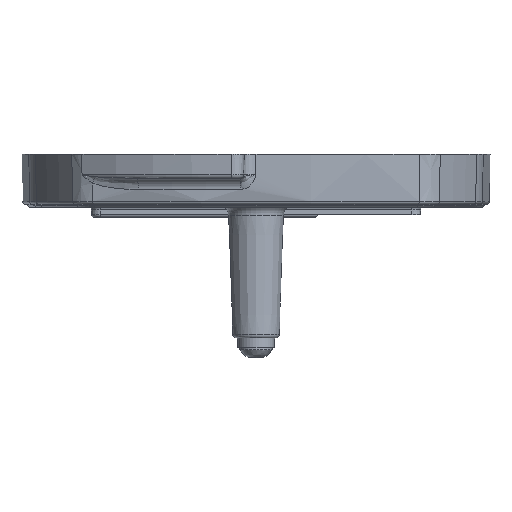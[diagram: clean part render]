
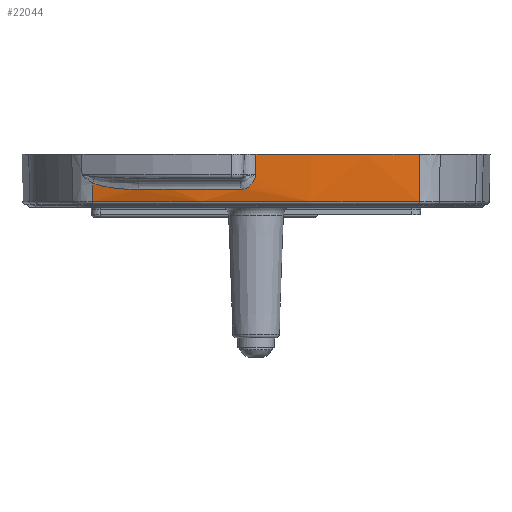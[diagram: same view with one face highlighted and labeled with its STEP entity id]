
A CAD part, left-side view. The second image highlights one B-rep face of the part: STEP entity #22044.
In plain terms, the highlighted conical face has half-angle 1 degrees and reference radius 340.986 mm.
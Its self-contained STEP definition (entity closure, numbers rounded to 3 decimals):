
#38=(
BOUNDED_CURVE()
B_SPLINE_CURVE(2,(#34700,#34701,#34702),.UNSPECIFIED.,.F.,.F.)
B_SPLINE_CURVE_WITH_KNOTS((3,3),(0.,1.115),.UNSPECIFIED.)
CURVE()
GEOMETRIC_REPRESENTATION_ITEM()
RATIONAL_B_SPLINE_CURVE((1.,1.,1.))
REPRESENTATION_ITEM('')
);
#66=CONICAL_SURFACE('',#23832,340.986,1.);
#1489=B_SPLINE_CURVE_WITH_KNOTS('',3,(#31677,#31678,#31679,#31680,#31681,
#31682,#31683,#31684,#31685,#31686,#31687,#31688,#31689,#31690,#31691),
 .UNSPECIFIED.,.F.,.F.,(4,1,1,1,1,1,1,1,1,1,1,1,4),(-1.256,-1.167,
-1.078,-0.899,-0.72,-0.541,
-0.407,-0.385,-0.363,-0.273,
-0.184,-0.095,-0.075),
 .UNSPECIFIED.);
#1490=B_SPLINE_CURVE_WITH_KNOTS('',3,(#31749,#31750,#31751,#31752,#31753,
#31754,#31755,#31756),.UNSPECIFIED.,.F.,.F.,(4,1,1,1,1,4),(12.147,
12.519,12.892,13.265,14.011,14.757),
 .UNSPECIFIED.);
#2565=LINE('',#34696,#4381);
#2566=LINE('',#34698,#4382);
#2567=LINE('',#34703,#4383);
#4381=VECTOR('',#26729,10.);
#4382=VECTOR('',#26732,10.);
#4383=VECTOR('',#26733,10.);
#5926=FACE_OUTER_BOUND('',#7411,.T.);
#7411=EDGE_LOOP('',(#15952,#15953,#15954,#15955,#15956,#15957,#15958,#15959,
#15960));
#8728=CIRCLE('',#23379,340.986);
#8757=CIRCLE('',#23473,340.656);
#8988=CIRCLE('',#23825,340.54);
#9268=VERTEX_POINT('',#31135);
#9269=VERTEX_POINT('',#31136);
#9340=VERTEX_POINT('',#31655);
#9343=VERTEX_POINT('',#31675);
#9345=VERTEX_POINT('',#31694);
#9347=VERTEX_POINT('',#31747);
#9971=VERTEX_POINT('',#34652);
#9976=VERTEX_POINT('',#34674);
#9978=VERTEX_POINT('',#34699);
#11302=EDGE_CURVE('',#9268,#9269,#8728,.T.);
#11421=EDGE_CURVE('',#9343,#9340,#1489,.T.);
#11423=EDGE_CURVE('',#9345,#9343,#8757,.T.);
#11426=EDGE_CURVE('',#9347,#9345,#1490,.T.);
#12178=EDGE_CURVE('',#9971,#9976,#8988,.T.);
#12187=EDGE_CURVE('',#9347,#9976,#2565,.T.);
#12188=EDGE_CURVE('',#9269,#9971,#2566,.T.);
#12189=EDGE_CURVE('',#9268,#9978,#38,.T.);
#12190=EDGE_CURVE('',#9978,#9340,#2567,.T.);
#15952=ORIENTED_EDGE('',*,*,#11426,.F.);
#15953=ORIENTED_EDGE('',*,*,#12187,.T.);
#15954=ORIENTED_EDGE('',*,*,#12178,.F.);
#15955=ORIENTED_EDGE('',*,*,#12188,.F.);
#15956=ORIENTED_EDGE('',*,*,#11302,.F.);
#15957=ORIENTED_EDGE('',*,*,#12189,.T.);
#15958=ORIENTED_EDGE('',*,*,#12190,.T.);
#15959=ORIENTED_EDGE('',*,*,#11421,.F.);
#15960=ORIENTED_EDGE('',*,*,#11423,.F.);
#22044=ADVANCED_FACE('',(#5926),#66,.T.);
#23379=AXIS2_PLACEMENT_3D('',#31137,#25387,#25388);
#23473=AXIS2_PLACEMENT_3D('',#31696,#25639,#25640);
#23825=AXIS2_PLACEMENT_3D('',#34678,#26708,#26709);
#23832=AXIS2_PLACEMENT_3D('',#34697,#26730,#26731);
#25387=DIRECTION('center_axis',(0.,0.,1.));
#25388=DIRECTION('ref_axis',(-0.966,0.258,0.));
#25639=DIRECTION('center_axis',(0.,0.,1.));
#25640=DIRECTION('ref_axis',(-0.991,0.134,0.));
#26708=DIRECTION('center_axis',(0.,0.,-1.));
#26709=DIRECTION('ref_axis',(-1.,0.,0.));
#26729=DIRECTION('',(0.017,-0.005,-1.));
#26730=DIRECTION('center_axis',(0.,0.,1.));
#26731=DIRECTION('ref_axis',(-0.966,0.258,0.));
#26732=DIRECTION('',(0.017,0.005,-1.));
#26733=DIRECTION('',(0.017,0.017,-1.));
#31135=CARTESIAN_POINT('',(-114.156,0.,25.));
#31136=CARTESIAN_POINT('',(-102.586,-88.072,25.));
#31137=CARTESIAN_POINT('Origin',(226.83,0.,25.));
#31655=CARTESIAN_POINT('',(-113.951,0.206,13.227));
#31675=CARTESIAN_POINT('',(-113.722,8.419,6.105));
#31677=CARTESIAN_POINT('Ctrl Pts',(-113.722,8.419,6.105));
#31678=CARTESIAN_POINT('Ctrl Pts',(-113.73,8.126,6.105));
#31679=CARTESIAN_POINT('Ctrl Pts',(-113.744,7.539,6.137));
#31680=CARTESIAN_POINT('Ctrl Pts',(-113.772,6.368,6.34));
#31681=CARTESIAN_POINT('Ctrl Pts',(-113.804,4.977,6.831));
#31682=CARTESIAN_POINT('Ctrl Pts',(-113.839,3.46,7.787));
#31683=CARTESIAN_POINT('Ctrl Pts',(-113.868,2.298,8.935));
#31684=CARTESIAN_POINT('Ctrl Pts',(-113.888,1.655,9.852));
#31685=CARTESIAN_POINT('Ctrl Pts',(-113.898,1.356,10.364));
#31686=CARTESIAN_POINT('Ctrl Pts',(-113.906,1.14,10.753));
#31687=CARTESIAN_POINT('Ctrl Pts',(-113.917,0.849,11.357));
#31688=CARTESIAN_POINT('Ctrl Pts',(-113.932,0.525,12.19));
#31689=CARTESIAN_POINT('Ctrl Pts',(-113.943,0.325,
12.818));
#31690=CARTESIAN_POINT('Ctrl Pts',(-113.95,0.223,
13.165));
#31691=CARTESIAN_POINT('Ctrl Pts',(-113.951,0.205,
13.227));
#31694=CARTESIAN_POINT('',(-107.876,63.39,6.105));
#31696=CARTESIAN_POINT('Origin',(226.83,0.,
6.105));
#31747=CARTESIAN_POINT('',(-102.326,88.003,9.59));
#31749=CARTESIAN_POINT('Ctrl Pts',(-102.326,88.003,9.59));
#31750=CARTESIAN_POINT('Ctrl Pts',(-102.607,86.92,9.092));
#31751=CARTESIAN_POINT('Ctrl Pts',(-103.183,84.668,8.306));
#31752=CARTESIAN_POINT('Ctrl Pts',(-104.043,81.183,7.483));
#31753=CARTESIAN_POINT('Ctrl Pts',(-105.155,76.485,6.721));
#31754=CARTESIAN_POINT('Ctrl Pts',(-106.46,70.594,6.214));
#31755=CARTESIAN_POINT('Ctrl Pts',(-107.422,65.79,6.105));
#31756=CARTESIAN_POINT('Ctrl Pts',(-107.876,63.39,6.105));
#34652=CARTESIAN_POINT('',(-102.156,-87.957,-0.526));
#34674=CARTESIAN_POINT('',(-102.156,87.957,-0.526));
#34678=CARTESIAN_POINT('Origin',(226.83,0.,
-0.526));
#34696=CARTESIAN_POINT('',(-102.586,88.072,25.));
#34697=CARTESIAN_POINT('Origin',(226.83,0.,25.));
#34698=CARTESIAN_POINT('',(-102.586,-88.072,25.));
#34699=CARTESIAN_POINT('',(-113.962,0.194,13.857));
#34700=CARTESIAN_POINT('Ctrl Pts',(-114.156,0.,25.));
#34701=CARTESIAN_POINT('Ctrl Pts',(-114.059,0.097,
19.427));
#34702=CARTESIAN_POINT('Ctrl Pts',(-113.962,0.194,
13.857));
#34703=CARTESIAN_POINT('',(-113.962,0.194,13.857));
